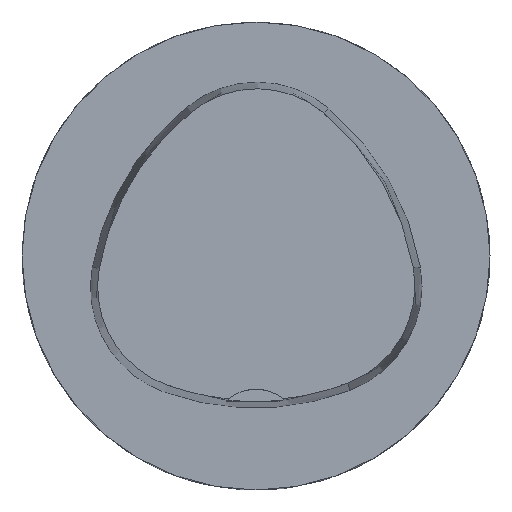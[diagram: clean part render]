
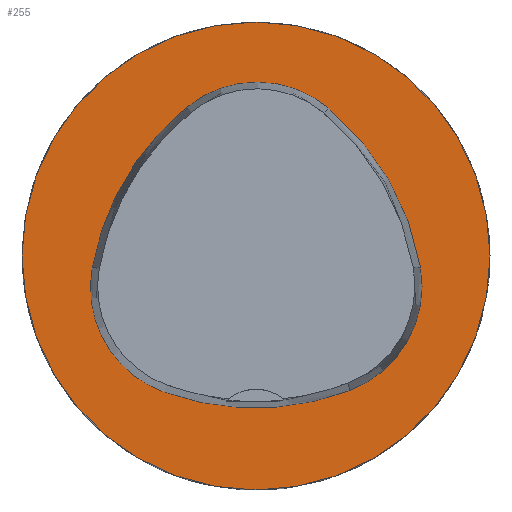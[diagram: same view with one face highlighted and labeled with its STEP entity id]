
A CAD part, top view. The second image highlights one B-rep face of the part: STEP entity #255.
In plain terms, the highlighted planar face has unit normal (0, 0, 1).
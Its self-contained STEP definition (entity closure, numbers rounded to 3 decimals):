
#102=FACE_BOUND('',#455,.T.);
#103=FACE_BOUND('',#456,.T.);
#156=PLANE('',#1799);
#255=ADVANCED_FACE('',(#102,#103),#156,.T.);
#455=EDGE_LOOP('',(#733,#734,#735,#736,#737,#738));
#456=EDGE_LOOP('',(#739));
#533=CIRCLE('',#1770,31.5);
#534=CIRCLE('',#1776,36.);
#536=CIRCLE('',#1779,15.);
#538=CIRCLE('',#1782,36.);
#540=CIRCLE('',#1785,15.);
#544=CIRCLE('',#1790,36.);
#546=CIRCLE('',#1793,15.);
#733=ORIENTED_EDGE('',*,*,#1275,.T.);
#734=ORIENTED_EDGE('',*,*,#1255,.T.);
#735=ORIENTED_EDGE('',*,*,#1259,.T.);
#736=ORIENTED_EDGE('',*,*,#1262,.T.);
#737=ORIENTED_EDGE('',*,*,#1265,.T.);
#738=ORIENTED_EDGE('',*,*,#1273,.T.);
#739=ORIENTED_EDGE('',*,*,#1246,.F.);
#1077=VERTEX_POINT('',#2581);
#1086=VERTEX_POINT('',#2600);
#1087=VERTEX_POINT('',#2601);
#1090=VERTEX_POINT('',#2609);
#1092=VERTEX_POINT('',#2615);
#1094=VERTEX_POINT('',#2621);
#1101=VERTEX_POINT('',#2642);
#1246=EDGE_CURVE('',#1077,#1077,#533,.T.);
#1255=EDGE_CURVE('',#1086,#1087,#534,.T.);
#1259=EDGE_CURVE('',#1087,#1090,#536,.T.);
#1262=EDGE_CURVE('',#1090,#1092,#538,.T.);
#1265=EDGE_CURVE('',#1092,#1094,#540,.T.);
#1273=EDGE_CURVE('',#1094,#1101,#544,.T.);
#1275=EDGE_CURVE('',#1101,#1086,#546,.T.);
#1770=AXIS2_PLACEMENT_3D('',#2580,#2043,#2044);
#1776=AXIS2_PLACEMENT_3D('',#2599,#2059,#2060);
#1779=AXIS2_PLACEMENT_3D('',#2608,#2067,#2068);
#1782=AXIS2_PLACEMENT_3D('',#2614,#2074,#2075);
#1785=AXIS2_PLACEMENT_3D('',#2620,#2081,#2082);
#1790=AXIS2_PLACEMENT_3D('',#2643,#2093,#2094);
#1793=AXIS2_PLACEMENT_3D('',#2646,#2099,#2100);
#1799=AXIS2_PLACEMENT_3D('',#2652,#2111,#2112);
#2043=DIRECTION('',(0.,0.,-1.));
#2044=DIRECTION('',(-1.,0.,0.));
#2059=DIRECTION('',(0.,0.,-1.));
#2060=DIRECTION('',(-1.,0.,0.));
#2067=DIRECTION('',(0.,0.,-1.));
#2068=DIRECTION('',(-1.,0.,0.));
#2074=DIRECTION('',(0.,0.,-1.));
#2075=DIRECTION('',(-1.,0.,0.));
#2081=DIRECTION('',(0.,0.,-1.));
#2082=DIRECTION('',(-1.,0.,0.));
#2093=DIRECTION('',(0.,0.,-1.));
#2094=DIRECTION('',(-1.,0.,0.));
#2099=DIRECTION('',(0.,0.,-1.));
#2100=DIRECTION('',(-1.,0.,0.));
#2111=DIRECTION('',(0.,0.,1.));
#2112=DIRECTION('',(-1.,0.,0.));
#2580=CARTESIAN_POINT('',(0.,0.,0.));
#2581=CARTESIAN_POINT('',(-31.5,0.,0.));
#2599=CARTESIAN_POINT('',(13.398,-7.893,0.));
#2600=CARTESIAN_POINT('',(-22.041,-1.562,0.));
#2601=CARTESIAN_POINT('',(-9.317,20.036,0.));
#2608=CARTESIAN_POINT('',(0.148,8.399,0.));
#2609=CARTESIAN_POINT('',(9.779,19.898,0.));
#2614=CARTESIAN_POINT('',(-13.337,-7.7,0.));
#2615=CARTESIAN_POINT('',(22.122,-1.48,0.));
#2620=CARTESIAN_POINT('',(7.347,-4.071,0.));
#2621=CARTESIAN_POINT('',(12.693,-18.087,0.));
#2642=CARTESIAN_POINT('',(-12.373,-18.307,0.));
#2643=CARTESIAN_POINT('',(-0.137,15.55,0.));
#2646=CARTESIAN_POINT('',(-7.275,-4.2,0.));
#2652=CARTESIAN_POINT('',(0.,0.,0.));
